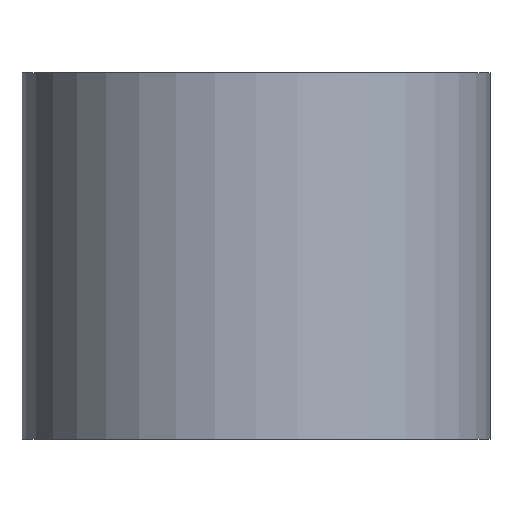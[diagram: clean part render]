
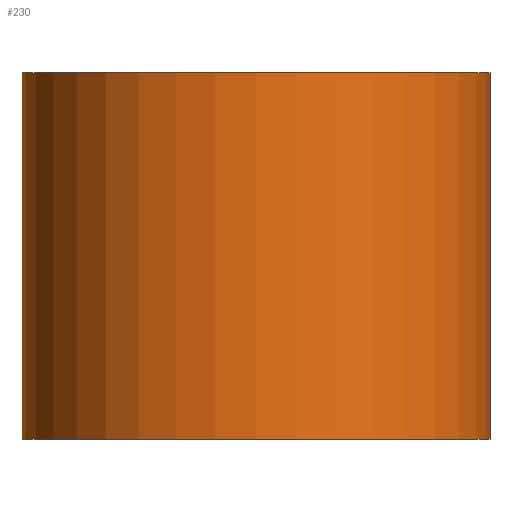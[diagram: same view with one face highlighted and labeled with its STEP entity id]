
A CAD part, front view. The second image highlights one B-rep face of the part: STEP entity #230.
In plain terms, the highlighted cylindrical face has radius 496.67 mm (diameter 993.339 mm), a full revolution.
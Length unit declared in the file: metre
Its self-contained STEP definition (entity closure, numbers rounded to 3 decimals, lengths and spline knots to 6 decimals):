
#59=ORIENTED_EDGE('',*,*,#81,.T.);
#60=ORIENTED_EDGE('',*,*,#82,.F.);
#81=EDGE_CURVE('',#101,#101,#121,.T.);
#82=EDGE_CURVE('',#102,#102,#122,.T.);
#101=VERTEX_POINT('',#423);
#102=VERTEX_POINT('',#426);
#121=CIRCLE('',#281,0.49667);
#122=CIRCLE('',#283,0.49667);
#159=EDGE_LOOP('',(#59));
#160=EDGE_LOOP('',(#60));
#199=FACE_BOUND('',#159,.T.);
#200=FACE_BOUND('',#160,.T.);
#211=CYLINDRICAL_SURFACE('',#282,0.49667);
#230=ADVANCED_FACE('',(#199,#200),#211,.T.);
#281=AXIS2_PLACEMENT_3D('',#422,#359,#360);
#282=AXIS2_PLACEMENT_3D('',#424,#361,#362);
#283=AXIS2_PLACEMENT_3D('',#425,#363,#364);
#359=DIRECTION('',(0.,0.,-1.));
#360=DIRECTION('',(-1.,0.,0.));
#361=DIRECTION('',(0.,0.,-1.));
#362=DIRECTION('',(-1.,0.,0.));
#363=DIRECTION('',(0.,0.,-1.));
#364=DIRECTION('',(-1.,0.,0.));
#422=CARTESIAN_POINT('',(0.,0.,-1.050929));
#423=CARTESIAN_POINT('',(-0.49667,0.,-1.050929));
#424=CARTESIAN_POINT('',(0.,0.,0.126411));
#425=CARTESIAN_POINT('',(0.,0.,-1.828423));
#426=CARTESIAN_POINT('',(-0.49667,0.,-1.828423));
